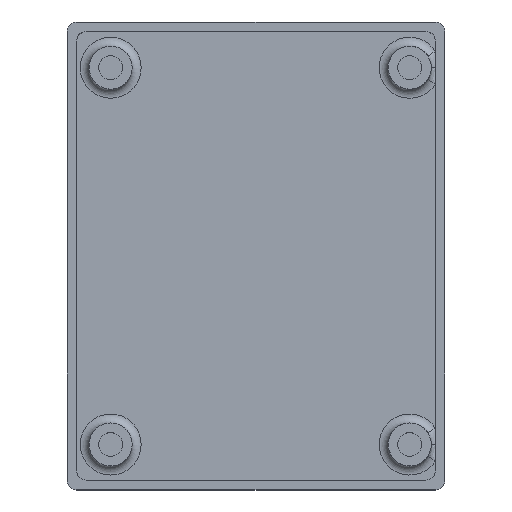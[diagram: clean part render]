
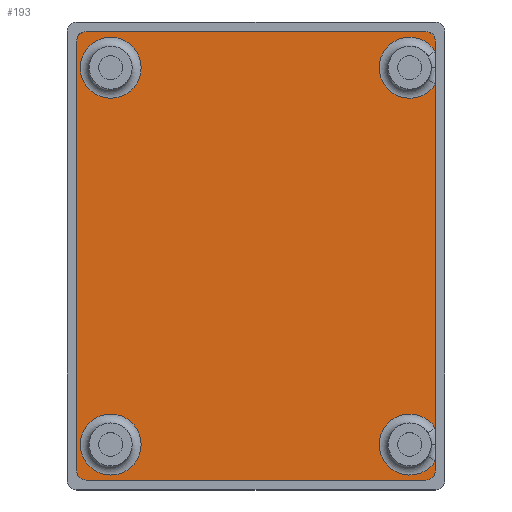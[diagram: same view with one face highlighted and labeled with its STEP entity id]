
A CAD part, top view. The second image highlights one B-rep face of the part: STEP entity #193.
In plain terms, the highlighted planar face has unit normal (0, 0, 1).
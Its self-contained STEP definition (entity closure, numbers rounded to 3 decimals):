
#21 = EDGE_CURVE('',#22,#24,#26,.T.);
#22 = VERTEX_POINT('',#23);
#23 = CARTESIAN_POINT('',(30.,-35.9,1.6));
#24 = VERTEX_POINT('',#25);
#25 = CARTESIAN_POINT('',(30.,-34.242,1.6));
#26 = LINE('',#27,#28);
#27 = CARTESIAN_POINT('',(30.,-35.9,1.6));
#28 = VECTOR('',#29,1.);
#29 = DIRECTION('',(0.,1.,0.));
#48 = VERTEX_POINT('',#49);
#49 = CARTESIAN_POINT('',(30.,35.9,1.6));
#55 = EDGE_CURVE('',#56,#48,#58,.T.);
#56 = VERTEX_POINT('',#57);
#57 = CARTESIAN_POINT('',(30.,34.242,1.6));
#58 = LINE('',#59,#60);
#59 = CARTESIAN_POINT('',(30.,-35.9,1.6));
#60 = VECTOR('',#61,1.);
#61 = DIRECTION('',(0.,1.,0.));
#77 = VERTEX_POINT('',#78);
#78 = CARTESIAN_POINT('',(30.,28.758,1.6));
#89 = EDGE_CURVE('',#90,#77,#92,.T.);
#90 = VERTEX_POINT('',#91);
#91 = CARTESIAN_POINT('',(30.,-28.758,1.6));
#92 = LINE('',#93,#94);
#93 = CARTESIAN_POINT('',(30.,-35.9,1.6));
#94 = VECTOR('',#95,1.);
#95 = DIRECTION('',(0.,1.,0.));
#193 = ADVANCED_FACE('',(#194,#271,#282),#293,.T.);
#194 = FACE_BOUND('',#195,.T.);
#195 = EDGE_LOOP('',(#196,#197,#204,#205,#212,#213,#222,#230,#239,#247,
    #256,#264));
#196 = ORIENTED_EDGE('',*,*,#21,.T.);
#197 = ORIENTED_EDGE('',*,*,#198,.F.);
#198 = EDGE_CURVE('',#90,#24,#199,.T.);
#199 = CIRCLE('',#200,5.1);
#200 = AXIS2_PLACEMENT_3D('',#201,#202,#203);
#201 = CARTESIAN_POINT('',(25.7,-31.5,1.6));
#202 = DIRECTION('',(0.,0.,1.));
#203 = DIRECTION('',(1.,0.,0.));
#204 = ORIENTED_EDGE('',*,*,#89,.T.);
#205 = ORIENTED_EDGE('',*,*,#206,.F.);
#206 = EDGE_CURVE('',#56,#77,#207,.T.);
#207 = CIRCLE('',#208,5.1);
#208 = AXIS2_PLACEMENT_3D('',#209,#210,#211);
#209 = CARTESIAN_POINT('',(25.7,31.5,1.6));
#210 = DIRECTION('',(0.,0.,1.));
#211 = DIRECTION('',(1.,0.,0.));
#212 = ORIENTED_EDGE('',*,*,#55,.T.);
#213 = ORIENTED_EDGE('',*,*,#214,.T.);
#214 = EDGE_CURVE('',#48,#215,#217,.T.);
#215 = VERTEX_POINT('',#216);
#216 = CARTESIAN_POINT('',(28.4,37.5,1.6));
#217 = CIRCLE('',#218,1.6);
#218 = AXIS2_PLACEMENT_3D('',#219,#220,#221);
#219 = CARTESIAN_POINT('',(28.4,35.9,1.6));
#220 = DIRECTION('',(0.,0.,1.));
#221 = DIRECTION('',(1.,0.,0.));
#222 = ORIENTED_EDGE('',*,*,#223,.T.);
#223 = EDGE_CURVE('',#215,#224,#226,.T.);
#224 = VERTEX_POINT('',#225);
#225 = CARTESIAN_POINT('',(-28.4,37.5,1.6));
#226 = LINE('',#227,#228);
#227 = CARTESIAN_POINT('',(28.4,37.5,1.6));
#228 = VECTOR('',#229,1.);
#229 = DIRECTION('',(-1.,0.,0.));
#230 = ORIENTED_EDGE('',*,*,#231,.T.);
#231 = EDGE_CURVE('',#224,#232,#234,.T.);
#232 = VERTEX_POINT('',#233);
#233 = CARTESIAN_POINT('',(-30.,35.9,1.6));
#234 = CIRCLE('',#235,1.6);
#235 = AXIS2_PLACEMENT_3D('',#236,#237,#238);
#236 = CARTESIAN_POINT('',(-28.4,35.9,1.6));
#237 = DIRECTION('',(0.,0.,1.));
#238 = DIRECTION('',(1.,0.,0.));
#239 = ORIENTED_EDGE('',*,*,#240,.T.);
#240 = EDGE_CURVE('',#232,#241,#243,.T.);
#241 = VERTEX_POINT('',#242);
#242 = CARTESIAN_POINT('',(-30.,-35.9,1.6));
#243 = LINE('',#244,#245);
#244 = CARTESIAN_POINT('',(-30.,35.9,1.6));
#245 = VECTOR('',#246,1.);
#246 = DIRECTION('',(0.,-1.,0.));
#247 = ORIENTED_EDGE('',*,*,#248,.T.);
#248 = EDGE_CURVE('',#241,#249,#251,.T.);
#249 = VERTEX_POINT('',#250);
#250 = CARTESIAN_POINT('',(-28.4,-37.5,1.6));
#251 = CIRCLE('',#252,1.6);
#252 = AXIS2_PLACEMENT_3D('',#253,#254,#255);
#253 = CARTESIAN_POINT('',(-28.4,-35.9,1.6));
#254 = DIRECTION('',(0.,0.,1.));
#255 = DIRECTION('',(1.,0.,0.));
#256 = ORIENTED_EDGE('',*,*,#257,.T.);
#257 = EDGE_CURVE('',#249,#258,#260,.T.);
#258 = VERTEX_POINT('',#259);
#259 = CARTESIAN_POINT('',(28.4,-37.5,1.6));
#260 = LINE('',#261,#262);
#261 = CARTESIAN_POINT('',(-28.4,-37.5,1.6));
#262 = VECTOR('',#263,1.);
#263 = DIRECTION('',(1.,0.,0.));
#264 = ORIENTED_EDGE('',*,*,#265,.T.);
#265 = EDGE_CURVE('',#258,#22,#266,.T.);
#266 = CIRCLE('',#267,1.6);
#267 = AXIS2_PLACEMENT_3D('',#268,#269,#270);
#268 = CARTESIAN_POINT('',(28.4,-35.9,1.6));
#269 = DIRECTION('',(0.,0.,1.));
#270 = DIRECTION('',(1.,0.,0.));
#271 = FACE_BOUND('',#272,.T.);
#272 = EDGE_LOOP('',(#273));
#273 = ORIENTED_EDGE('',*,*,#274,.F.);
#274 = EDGE_CURVE('',#275,#275,#277,.T.);
#275 = VERTEX_POINT('',#276);
#276 = CARTESIAN_POINT('',(-19.2,31.5,1.6));
#277 = CIRCLE('',#278,5.1);
#278 = AXIS2_PLACEMENT_3D('',#279,#280,#281);
#279 = CARTESIAN_POINT('',(-24.3,31.5,1.6));
#280 = DIRECTION('',(0.,0.,1.));
#281 = DIRECTION('',(1.,0.,0.));
#282 = FACE_BOUND('',#283,.T.);
#283 = EDGE_LOOP('',(#284));
#284 = ORIENTED_EDGE('',*,*,#285,.F.);
#285 = EDGE_CURVE('',#286,#286,#288,.T.);
#286 = VERTEX_POINT('',#287);
#287 = CARTESIAN_POINT('',(-19.2,-31.5,1.6));
#288 = CIRCLE('',#289,5.1);
#289 = AXIS2_PLACEMENT_3D('',#290,#291,#292);
#290 = CARTESIAN_POINT('',(-24.3,-31.5,1.6));
#291 = DIRECTION('',(0.,0.,1.));
#292 = DIRECTION('',(1.,0.,0.));
#293 = PLANE('',#294);
#294 = AXIS2_PLACEMENT_3D('',#295,#296,#297);
#295 = CARTESIAN_POINT('',(0.,0.,1.6));
#296 = DIRECTION('',(0.,0.,1.));
#297 = DIRECTION('',(1.,0.,0.));
